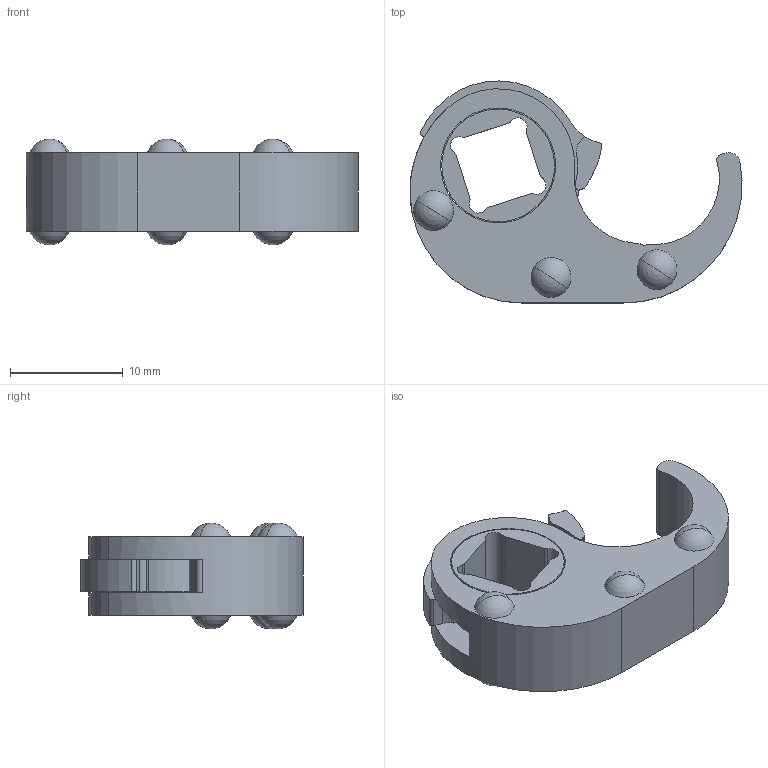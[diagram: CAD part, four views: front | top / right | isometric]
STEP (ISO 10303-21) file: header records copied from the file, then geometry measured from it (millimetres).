
FILE_DESCRIPTION(('CATIA V5 STEP Exchange','CAx-IF Rec.Pracs.--- Model Styling and Organization---1.5--- 2016-08-15','CAx-IF Rec.Pracs.---Supplemental Geometry---1.0---2011-11-01','CAx-IF Rec.Pracs.--- Composite Materials ---1.1---2010-07-15'),'2;1');
FILE_NAME ('025878-3_0', '2025-11-03T07:00:48+00:00', ('none'), ('Weidmueller'), 'CATIA Version 5-6 Release 2024 SP4', 'CATIA V5 STEP AP214 v3', 'none');
FILE_SCHEMA(('AUTOMOTIVE_DESIGN { 1 0 10303 214 1 1 1 1 }'));
Length unit declared in the file: millimetre
Products named in the file (1): 1900130000
Bounding box: 29.46 x 19.7 x 9.4 mm (x, y, z)
Volume: 1854.4 mm3; surface area: 2465.2 mm2
Topology: 2 solids, 5 shells, 123 faces, 344 edges, 223 vertices
Faces by surface type: cylinder 73, plane 38, sphere 12
Entity records: 3740 total; most frequent: ORIENTED_EDGE 664, CARTESIAN_POINT 653, DIRECTION 526, EDGE_CURVE 332, AXIS2_PLACEMENT_3D 284, VERTEX_POINT 223, CIRCLE 186, VECTOR 146
